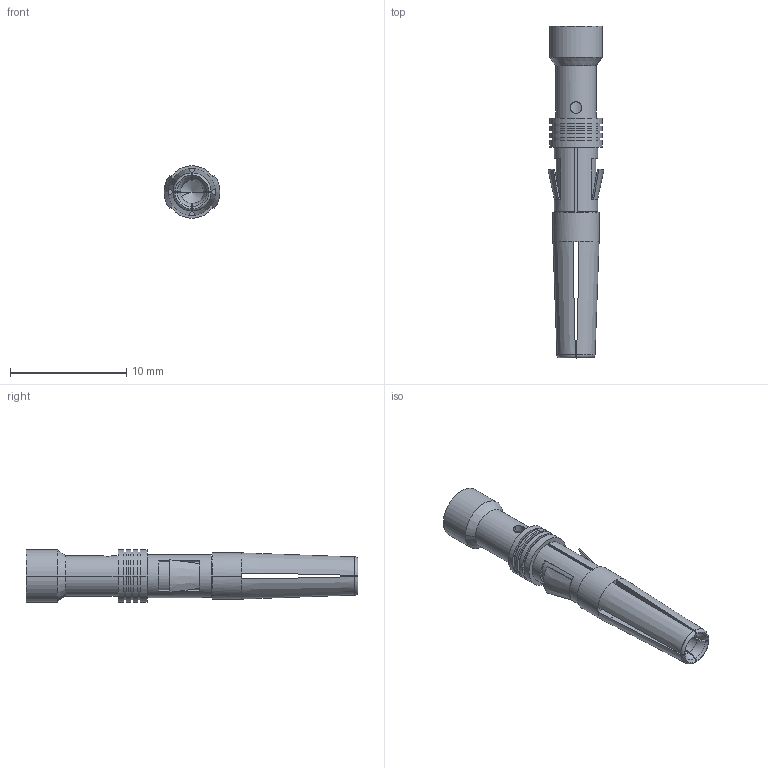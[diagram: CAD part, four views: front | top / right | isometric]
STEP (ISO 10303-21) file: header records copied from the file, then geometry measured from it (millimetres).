
FILE_DESCRIPTION((''),'2;1');
FILE_NAME('3D_1010212201001_CYGF25-2_5_V1_','2023-12-05T',('13539'),(''),'PRO/ENGINEER BY PARAMETRIC TECHNOLOGY CORPORATION, 2012480','PRO/ENGINEER BY PARAMETRIC TECHNOLOGY CORPORATION, 2012480','');
FILE_SCHEMA(('CONFIG_CONTROL_DESIGN'));
Length unit declared in the file: millimetre
Products named in the file (1): 3D_1010212201001_CYGF25-2_5_V1_
Bounding box: 4.8 x 28.5 x 4.5 mm (x, y, z)
Volume: 235.1 mm3; surface area: 593.6 mm2
Topology: 1 solids, 1 shells, 133 faces, 378 edges, 254 vertices
Faces by surface type: plane 62, cylinder 33, cone 26, torus 12
Entity records: 4667 total; most frequent: CARTESIAN_POINT 1134, ORIENTED_EDGE 748, DIRECTION 746, EDGE_CURVE 374, AXIS2_PLACEMENT_3D 313, VERTEX_POINT 254, CIRCLE 180, EDGE_LOOP 146
